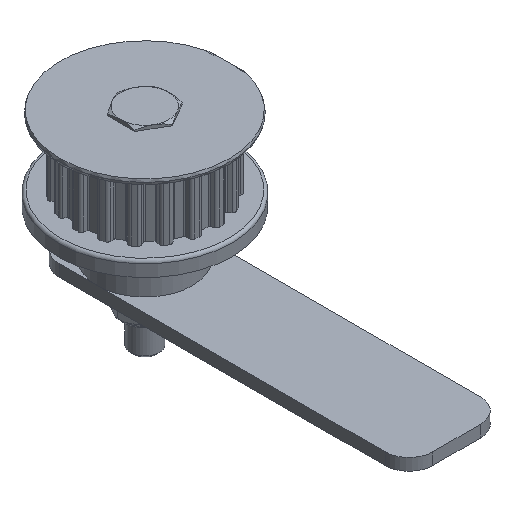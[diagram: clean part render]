
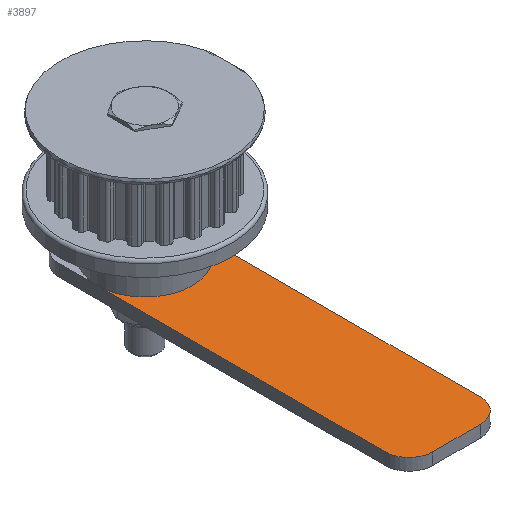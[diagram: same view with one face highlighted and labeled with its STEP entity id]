
A CAD part, isometric view. The second image highlights one B-rep face of the part: STEP entity #3897.
In plain terms, the highlighted planar face has unit normal (0, 0, 1).
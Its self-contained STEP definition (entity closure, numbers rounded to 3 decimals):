
#353=LINE('',#7017,#666);
#354=LINE('',#7021,#667);
#355=LINE('',#7024,#668);
#666=VECTOR('',#5539,10.);
#667=VECTOR('',#5542,10.);
#668=VECTOR('',#5545,10.);
#1004=FACE_OUTER_BOUND('',#1224,.T.);
#1224=EDGE_LOOP('',(#3553,#3554,#3555,#3556,#3557,#3558));
#1466=CIRCLE('',#4357,10.);
#1467=CIRCLE('',#4360,5.);
#1468=CIRCLE('',#4361,5.);
#1841=VERTEX_POINT('',#7008);
#1842=VERTEX_POINT('',#7009);
#1843=VERTEX_POINT('',#7016);
#1844=VERTEX_POINT('',#7018);
#1845=VERTEX_POINT('',#7020);
#1846=VERTEX_POINT('',#7022);
#2413=EDGE_CURVE('',#1842,#1841,#1466,.T.);
#2416=EDGE_CURVE('',#1841,#1843,#353,.T.);
#2417=EDGE_CURVE('',#1844,#1843,#1467,.T.);
#2418=EDGE_CURVE('',#1845,#1844,#354,.T.);
#2419=EDGE_CURVE('',#1846,#1845,#1468,.T.);
#2420=EDGE_CURVE('',#1842,#1846,#355,.T.);
#3553=ORIENTED_EDGE('',*,*,#2413,.T.);
#3554=ORIENTED_EDGE('',*,*,#2416,.T.);
#3555=ORIENTED_EDGE('',*,*,#2417,.F.);
#3556=ORIENTED_EDGE('',*,*,#2418,.F.);
#3557=ORIENTED_EDGE('',*,*,#2419,.F.);
#3558=ORIENTED_EDGE('',*,*,#2420,.F.);
#3690=PLANE('',#4359);
#3897=ADVANCED_FACE('',(#1004),#3690,.T.);
#4357=AXIS2_PLACEMENT_3D('',#7011,#5531,#5532);
#4359=AXIS2_PLACEMENT_3D('',#7015,#5537,#5538);
#4360=AXIS2_PLACEMENT_3D('',#7019,#5540,#5541);
#4361=AXIS2_PLACEMENT_3D('',#7023,#5543,#5544);
#5531=DIRECTION('center_axis',(0.,0.,-1.));
#5532=DIRECTION('ref_axis',(-1.,0.,0.));
#5537=DIRECTION('center_axis',(0.,0.,1.));
#5538=DIRECTION('ref_axis',(1.,0.,0.));
#5539=DIRECTION('',(0.,-1.,0.));
#5540=DIRECTION('center_axis',(0.,0.,-1.));
#5541=DIRECTION('ref_axis',(-0.707,-0.707,0.));
#5542=DIRECTION('',(-1.,0.,0.));
#5543=DIRECTION('center_axis',(0.,0.,-1.));
#5544=DIRECTION('ref_axis',(0.707,-0.707,0.));
#5545=DIRECTION('',(0.,-1.,0.));
#7008=CARTESIAN_POINT('',(-10.,26.25,1.5));
#7009=CARTESIAN_POINT('',(10.,26.25,1.5));
#7011=CARTESIAN_POINT('Origin',(0.,26.25,1.5));
#7015=CARTESIAN_POINT('Origin',(0.,-19.25,1.5));
#7016=CARTESIAN_POINT('',(-10.,-34.25,1.5));
#7017=CARTESIAN_POINT('',(-10.,39.25,1.5));
#7018=CARTESIAN_POINT('',(-5.,-39.25,1.5));
#7019=CARTESIAN_POINT('Origin',(-5.,-34.25,1.5));
#7020=CARTESIAN_POINT('',(5.,-39.25,1.5));
#7021=CARTESIAN_POINT('',(10.,-39.25,1.5));
#7022=CARTESIAN_POINT('',(10.,-34.25,1.5));
#7023=CARTESIAN_POINT('Origin',(5.,-34.25,1.5));
#7024=CARTESIAN_POINT('',(10.,0.75,1.5));
